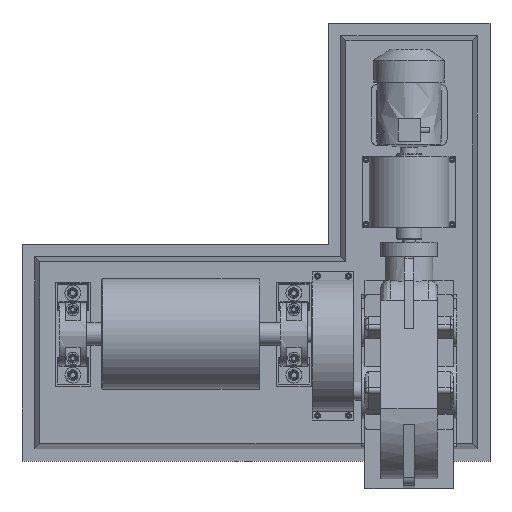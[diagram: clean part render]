
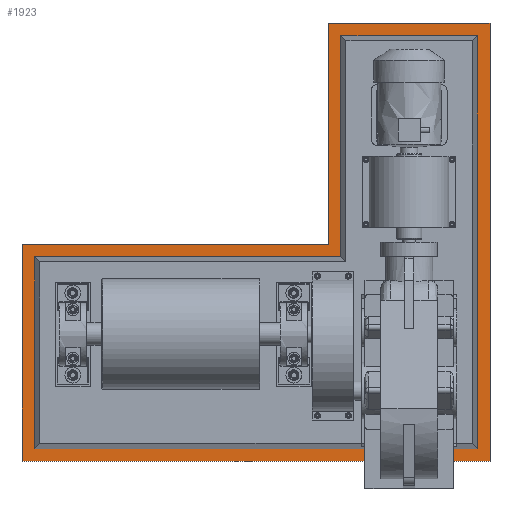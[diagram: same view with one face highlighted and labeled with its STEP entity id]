
A CAD part, top view. The second image highlights one B-rep face of the part: STEP entity #1923.
In plain terms, the highlighted free-form (B-spline) face has degree [1, 1] with [2, 2] control points.
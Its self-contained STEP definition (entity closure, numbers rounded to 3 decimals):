
#795 = EDGE_CURVE('',#796,#798,#800,.T.);
#796 = VERTEX_POINT('',#797);
#797 = CARTESIAN_POINT('',(0.,0.,0.));
#798 = VERTEX_POINT('',#799);
#799 = CARTESIAN_POINT('',(-411.438,0.,0.));
#800 = B_SPLINE_CURVE_WITH_KNOTS('',1,(#801,#802),.UNSPECIFIED.,.F.,.F.,
  (2,2),(0.,432.),.PIECEWISE_BEZIER_KNOTS.);
#801 = CARTESIAN_POINT('',(0.,0.,0.));
#802 = CARTESIAN_POINT('',(-411.438,0.,
    0.));
#823 = EDGE_CURVE('',#798,#824,#826,.T.);
#824 = VERTEX_POINT('',#825);
#825 = CARTESIAN_POINT('',(-411.438,-666.682,0.));
#826 = B_SPLINE_CURVE_WITH_KNOTS('',1,(#827,#828),.UNSPECIFIED.,.F.,.F.,
  (2,2),(0.,700.),.PIECEWISE_BEZIER_KNOTS.);
#827 = CARTESIAN_POINT('',(-411.438,0.,
    0.));
#828 = CARTESIAN_POINT('',(-411.438,-666.682,
    0.));
#845 = EDGE_CURVE('',#824,#846,#848,.T.);
#846 = VERTEX_POINT('',#847);
#847 = CARTESIAN_POINT('',(-1335.268,-666.682,0.));
#848 = B_SPLINE_CURVE_WITH_KNOTS('',1,(#849,#850),.UNSPECIFIED.,.F.,.F.,
  (2,2),(0.,970.),.PIECEWISE_BEZIER_KNOTS.);
#849 = CARTESIAN_POINT('',(-411.438,-666.682,
    0.));
#850 = CARTESIAN_POINT('',(-1335.268,-666.682,
    0.));
#867 = EDGE_CURVE('',#846,#868,#870,.T.);
#868 = VERTEX_POINT('',#869);
#869 = CARTESIAN_POINT('',(-1335.268,-1244.79,0.));
#870 = B_SPLINE_CURVE_WITH_KNOTS('',1,(#871,#872),.UNSPECIFIED.,.F.,.F.,
  (2,2),(0.,607.),.PIECEWISE_BEZIER_KNOTS.);
#871 = CARTESIAN_POINT('',(-1335.268,-666.682,
    0.));
#872 = CARTESIAN_POINT('',(-1335.268,-1244.79,
    0.));
#889 = EDGE_CURVE('',#868,#890,#892,.T.);
#890 = VERTEX_POINT('',#891);
#891 = CARTESIAN_POINT('',(0.,-1244.79,0.));
#892 = B_SPLINE_CURVE_WITH_KNOTS('',1,(#893,#894),.UNSPECIFIED.,.F.,.F.,
  (2,2),(0.,1402.),.PIECEWISE_BEZIER_KNOTS.);
#893 = CARTESIAN_POINT('',(-1335.268,-1244.79,
    0.));
#894 = CARTESIAN_POINT('',(0.,-1244.79,
    0.));
#911 = EDGE_CURVE('',#890,#796,#912,.T.);
#912 = B_SPLINE_CURVE_WITH_KNOTS('',1,(#913,#914),.UNSPECIFIED.,.F.,.F.,
  (2,2),(0.,1307.),.PIECEWISE_BEZIER_KNOTS.);
#913 = CARTESIAN_POINT('',(0.,-1244.79,
    0.));
#914 = CARTESIAN_POINT('',(0.,0.,0.));
#1923 = ADVANCED_FACE('',(#1924,#1968),#1976,.F.);
#1924 = FACE_BOUND('',#1925,.T.);
#1925 = EDGE_LOOP('',(#1926,#1935,#1942,#1949,#1956,#1963));
#1926 = ORIENTED_EDGE('',*,*,#1927,.F.);
#1927 = EDGE_CURVE('',#1928,#1930,#1932,.T.);
#1928 = VERTEX_POINT('',#1929);
#1929 = CARTESIAN_POINT('',(38.096,-1282.886,0.));
#1930 = VERTEX_POINT('',#1931);
#1931 = CARTESIAN_POINT('',(-1373.364,-1282.886,0.));
#1932 = B_SPLINE_CURVE_WITH_KNOTS('',1,(#1933,#1934),.UNSPECIFIED.,.F.,
  .F.,(2,2),(0.,1482.),.PIECEWISE_BEZIER_KNOTS.);
#1933 = CARTESIAN_POINT('',(38.096,-1282.886,0.));
#1934 = CARTESIAN_POINT('',(-1373.364,-1282.886,0.));
#1935 = ORIENTED_EDGE('',*,*,#1936,.F.);
#1936 = EDGE_CURVE('',#1937,#1928,#1939,.T.);
#1937 = VERTEX_POINT('',#1938);
#1938 = CARTESIAN_POINT('',(38.096,38.096,0.));
#1939 = B_SPLINE_CURVE_WITH_KNOTS('',1,(#1940,#1941),.UNSPECIFIED.,.F.,
  .F.,(2,2),(0.,1387.),.PIECEWISE_BEZIER_KNOTS.);
#1940 = CARTESIAN_POINT('',(38.096,38.096,0.));
#1941 = CARTESIAN_POINT('',(38.096,-1282.886,0.));
#1942 = ORIENTED_EDGE('',*,*,#1943,.F.);
#1943 = EDGE_CURVE('',#1944,#1937,#1946,.T.);
#1944 = VERTEX_POINT('',#1945);
#1945 = CARTESIAN_POINT('',(-449.534,38.096,0.));
#1946 = B_SPLINE_CURVE_WITH_KNOTS('',1,(#1947,#1948),.UNSPECIFIED.,.F.,
  .F.,(2,2),(0.,512.),.PIECEWISE_BEZIER_KNOTS.);
#1947 = CARTESIAN_POINT('',(-449.534,38.096,0.));
#1948 = CARTESIAN_POINT('',(38.096,38.096,0.));
#1949 = ORIENTED_EDGE('',*,*,#1950,.F.);
#1950 = EDGE_CURVE('',#1951,#1944,#1953,.T.);
#1951 = VERTEX_POINT('',#1952);
#1952 = CARTESIAN_POINT('',(-449.534,-628.585,0.));
#1953 = B_SPLINE_CURVE_WITH_KNOTS('',1,(#1954,#1955),.UNSPECIFIED.,.F.,
  .F.,(2,2),(0.,700.),.PIECEWISE_BEZIER_KNOTS.);
#1954 = CARTESIAN_POINT('',(-449.534,-628.585,0.));
#1955 = CARTESIAN_POINT('',(-449.534,38.096,0.));
#1956 = ORIENTED_EDGE('',*,*,#1957,.F.);
#1957 = EDGE_CURVE('',#1958,#1951,#1960,.T.);
#1958 = VERTEX_POINT('',#1959);
#1959 = CARTESIAN_POINT('',(-1373.364,-628.585,0.));
#1960 = B_SPLINE_CURVE_WITH_KNOTS('',1,(#1961,#1962),.UNSPECIFIED.,.F.,
  .F.,(2,2),(0.,970.),.PIECEWISE_BEZIER_KNOTS.);
#1961 = CARTESIAN_POINT('',(-1373.364,-628.585,0.));
#1962 = CARTESIAN_POINT('',(-449.534,-628.585,0.));
#1963 = ORIENTED_EDGE('',*,*,#1964,.F.);
#1964 = EDGE_CURVE('',#1930,#1958,#1965,.T.);
#1965 = B_SPLINE_CURVE_WITH_KNOTS('',1,(#1966,#1967),.UNSPECIFIED.,.F.,
  .F.,(2,2),(0.,687.),.PIECEWISE_BEZIER_KNOTS.);
#1966 = CARTESIAN_POINT('',(-1373.364,-1282.886,0.));
#1967 = CARTESIAN_POINT('',(-1373.364,-628.585,0.));
#1968 = FACE_BOUND('',#1969,.T.);
#1969 = EDGE_LOOP('',(#1970,#1971,#1972,#1973,#1974,#1975));
#1970 = ORIENTED_EDGE('',*,*,#795,.F.);
#1971 = ORIENTED_EDGE('',*,*,#911,.F.);
#1972 = ORIENTED_EDGE('',*,*,#889,.F.);
#1973 = ORIENTED_EDGE('',*,*,#867,.F.);
#1974 = ORIENTED_EDGE('',*,*,#845,.F.);
#1975 = ORIENTED_EDGE('',*,*,#823,.F.);
#1976 = B_SPLINE_SURFACE_WITH_KNOTS('',1,1,(
    (#1977,#1978)
    ,(#1979,#1980
    )),.UNSPECIFIED.,.F.,.F.,.F.,(2,2),(2,2),(-40.,1442.),(
    -1347.,40.),.PIECEWISE_BEZIER_KNOTS.);
#1977 = CARTESIAN_POINT('',(38.096,-1282.886,0.));
#1978 = CARTESIAN_POINT('',(38.096,38.096,0.));
#1979 = CARTESIAN_POINT('',(-1373.364,-1282.886,0.));
#1980 = CARTESIAN_POINT('',(-1373.364,38.096,0.));
